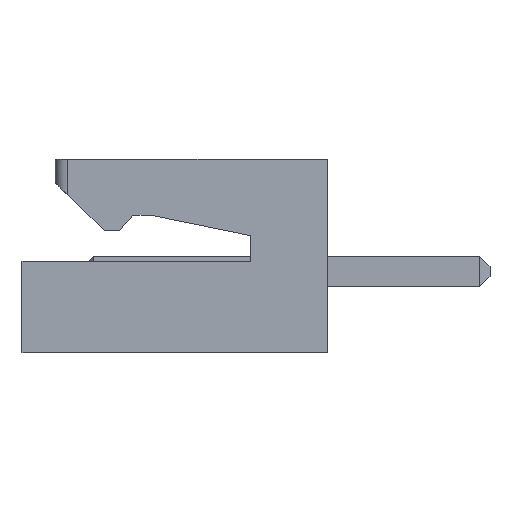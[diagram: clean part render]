
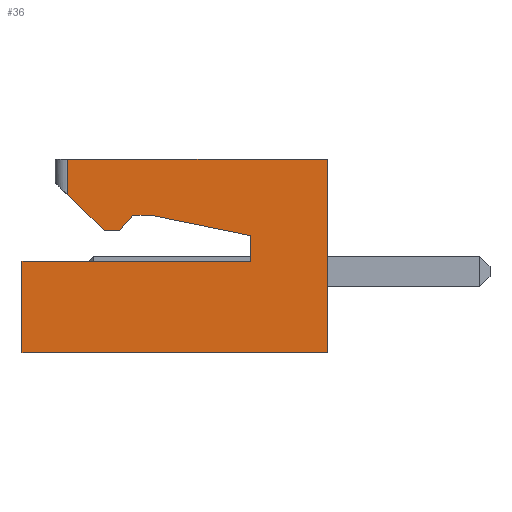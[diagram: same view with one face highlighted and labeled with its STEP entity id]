
A CAD part, left-side view. The second image highlights one B-rep face of the part: STEP entity #36.
In plain terms, the highlighted planar face has unit normal (-1, 0, 0).
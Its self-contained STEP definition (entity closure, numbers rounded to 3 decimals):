
#20 = VECTOR ( 'NONE', #1726, 1000. ) ;
#36 = ADVANCED_FACE ( 'NONE', ( #5885 ), #4936, .F. ) ;
#330 = LINE ( 'NONE', #5764, #979 ) ;
#338 = CARTESIAN_POINT ( 'NONE',  ( -2.5, 1.5, 0.2 ) ) ;
#363 = ORIENTED_EDGE ( 'NONE', *, *, #1517, .F. ) ;
#374 = VERTEX_POINT ( 'NONE', #1902 ) ;
#468 = DIRECTION ( 'NONE',  ( 0., 1., 0. ) ) ;
#473 = VECTOR ( 'NONE', #5546, 1000. ) ;
#497 = ORIENTED_EDGE ( 'NONE', *, *, #2519, .F. ) ;
#561 = CARTESIAN_POINT ( 'NONE',  ( -2.5, 0., -1.6 ) ) ;
#639 = ORIENTED_EDGE ( 'NONE', *, *, #3830, .F. ) ;
#724 = CARTESIAN_POINT ( 'NONE',  ( -2.5, 4.086, 0.8 ) ) ;
#889 = VECTOR ( 'NONE', #6493, 1000. ) ;
#898 = VERTEX_POINT ( 'NONE', #2872 ) ;
#979 = VECTOR ( 'NONE', #6406, 1000. ) ;
#1115 = ORIENTED_EDGE ( 'NONE', *, *, #5288, .F. ) ;
#1196 = VECTOR ( 'NONE', #2995, 1000. ) ;
#1238 = ORIENTED_EDGE ( 'NONE', *, *, #5701, .F. ) ;
#1298 = EDGE_LOOP ( 'NONE', ( #363, #1238, #3606, #2723, #3075, #497, #5777, #1463, #639, #1115, #2211, #4743 ) ) ;
#1300 = EDGE_CURVE ( 'NONE', #3961, #3654, #2336, .T. ) ;
#1336 = VECTOR ( 'NONE', #5551, 1000. ) ;
#1435 = EDGE_CURVE ( 'NONE', #4693, #4196, #330, .T. ) ;
#1453 = VERTEX_POINT ( 'NONE', #4767 ) ;
#1463 = ORIENTED_EDGE ( 'NONE', *, *, #1435, .F. ) ;
#1517 = EDGE_CURVE ( 'NONE', #4670, #6083, #3889, .T. ) ;
#1726 = DIRECTION ( 'NONE',  ( 0., 0., 1. ) ) ;
#1749 = DIRECTION ( 'NONE',  ( 0., -1., 0. ) ) ;
#1803 = DIRECTION ( 'NONE',  ( 0., -1., 0. ) ) ;
#1883 = CARTESIAN_POINT ( 'NONE',  ( -2.5, 4.086, 0.8 ) ) ;
#1902 = CARTESIAN_POINT ( 'NONE',  ( -2.5, 3.821, 1.1 ) ) ;
#1932 = CARTESIAN_POINT ( 'NONE',  ( -2.5, 1.5, 0.7 ) ) ;
#2041 = EDGE_CURVE ( 'NONE', #4695, #6083, #3321, .T. ) ;
#2062 = CARTESIAN_POINT ( 'NONE',  ( -2.5, 4.386, 0.8 ) ) ;
#2171 = LINE ( 'NONE', #4336, #889 ) ;
#2211 = ORIENTED_EDGE ( 'NONE', *, *, #2307, .T. ) ;
#2307 = EDGE_CURVE ( 'NONE', #1453, #4695, #5434, .T. ) ;
#2336 = LINE ( 'NONE', #5055, #6665 ) ;
#2368 = CARTESIAN_POINT ( 'NONE',  ( -2.5, 6., 0.2 ) ) ;
#2466 = LINE ( 'NONE', #2500, #3182 ) ;
#2500 = CARTESIAN_POINT ( 'NONE',  ( -2.5, 6., 0.2 ) ) ;
#2519 = EDGE_CURVE ( 'NONE', #5101, #374, #3731, .T. ) ;
#2723 = ORIENTED_EDGE ( 'NONE', *, *, #1300, .F. ) ;
#2872 = CARTESIAN_POINT ( 'NONE',  ( -2.5, 5.1, 1.5 ) ) ;
#2873 = EDGE_CURVE ( 'NONE', #3654, #898, #2171, .T. ) ;
#2930 = LINE ( 'NONE', #5581, #473 ) ;
#2942 = LINE ( 'NONE', #1883, #6167 ) ;
#2995 = DIRECTION ( 'NONE',  ( 0., 0., 1. ) ) ;
#3075 = ORIENTED_EDGE ( 'NONE', *, *, #6302, .F. ) ;
#3154 = CARTESIAN_POINT ( 'NONE',  ( -2.5, 6., -1.6 ) ) ;
#3182 = VECTOR ( 'NONE', #1803, 1000. ) ;
#3321 = LINE ( 'NONE', #561, #1336 ) ;
#3587 = CARTESIAN_POINT ( 'NONE',  ( -2.5, 3.821, 1.1 ) ) ;
#3606 = ORIENTED_EDGE ( 'NONE', *, *, #2873, .F. ) ;
#3619 = CARTESIAN_POINT ( 'NONE',  ( -2.5, 0., 2.2 ) ) ;
#3654 = VERTEX_POINT ( 'NONE', #2062 ) ;
#3731 = LINE ( 'NONE', #3587, #6087 ) ;
#3830 = EDGE_CURVE ( 'NONE', #5762, #4693, #2466, .T. ) ;
#3851 = CARTESIAN_POINT ( 'NONE',  ( -2.5, 6., 2.2 ) ) ;
#3889 = LINE ( 'NONE', #3851, #4849 ) ;
#3901 = LINE ( 'NONE', #4996, #20 ) ;
#3961 = VERTEX_POINT ( 'NONE', #724 ) ;
#3964 = CARTESIAN_POINT ( 'NONE',  ( -2.5, 5.1, 2.2 ) ) ;
#4147 = CARTESIAN_POINT ( 'NONE',  ( -2.5, 5.1, 2.2 ) ) ;
#4196 = VERTEX_POINT ( 'NONE', #1932 ) ;
#4336 = CARTESIAN_POINT ( 'NONE',  ( -2.5, 5.1, 1.5 ) ) ;
#4337 = DIRECTION ( 'NONE',  ( 0., 0., -1. ) ) ;
#4353 = DIRECTION ( 'NONE',  ( 0., -1., 0. ) ) ;
#4670 = VERTEX_POINT ( 'NONE', #4147 ) ;
#4693 = VERTEX_POINT ( 'NONE', #338 ) ;
#4695 = VERTEX_POINT ( 'NONE', #5209 ) ;
#4743 = ORIENTED_EDGE ( 'NONE', *, *, #2041, .T. ) ;
#4767 = CARTESIAN_POINT ( 'NONE',  ( -2.5, 6., -1.6 ) ) ;
#4833 = EDGE_CURVE ( 'NONE', #4196, #5101, #2930, .T. ) ;
#4849 = VECTOR ( 'NONE', #4353, 1000. ) ;
#4936 = PLANE ( 'NONE',  #5128 ) ;
#4996 = CARTESIAN_POINT ( 'NONE',  ( -2.5, 6., -1.6 ) ) ;
#5055 = CARTESIAN_POINT ( 'NONE',  ( -2.5, 4.386, 0.8 ) ) ;
#5101 = VERTEX_POINT ( 'NONE', #5112 ) ;
#5112 = CARTESIAN_POINT ( 'NONE',  ( -2.5, 3.46, 1.1 ) ) ;
#5128 = AXIS2_PLACEMENT_3D ( 'NONE', #3154, #5310, #4337 ) ;
#5157 = DIRECTION ( 'NONE',  ( 0., 1., 0. ) ) ;
#5209 = CARTESIAN_POINT ( 'NONE',  ( -2.5, 0., -1.6 ) ) ;
#5288 = EDGE_CURVE ( 'NONE', #1453, #5762, #3901, .T. ) ;
#5310 = DIRECTION ( 'NONE',  ( 1., 0., 0. ) ) ;
#5434 = LINE ( 'NONE', #7021, #6663 ) ;
#5546 = DIRECTION ( 'NONE',  ( 0., 0.98, 0.2 ) ) ;
#5551 = DIRECTION ( 'NONE',  ( 0., 0., 1. ) ) ;
#5581 = CARTESIAN_POINT ( 'NONE',  ( -2.5, 1.5, 0.7 ) ) ;
#5701 = EDGE_CURVE ( 'NONE', #898, #4670, #6766, .T. ) ;
#5762 = VERTEX_POINT ( 'NONE', #2368 ) ;
#5764 = CARTESIAN_POINT ( 'NONE',  ( -2.5, 1.5, 0.2 ) ) ;
#5777 = ORIENTED_EDGE ( 'NONE', *, *, #4833, .F. ) ;
#5885 = FACE_OUTER_BOUND ( 'NONE', #1298, .T. ) ;
#6083 = VERTEX_POINT ( 'NONE', #3619 ) ;
#6087 = VECTOR ( 'NONE', #468, 1000. ) ;
#6092 = DIRECTION ( 'NONE',  ( 0., 0.661, -0.75 ) ) ;
#6167 = VECTOR ( 'NONE', #6092, 1000. ) ;
#6302 = EDGE_CURVE ( 'NONE', #374, #3961, #2942, .T. ) ;
#6406 = DIRECTION ( 'NONE',  ( 0., 0., 1. ) ) ;
#6493 = DIRECTION ( 'NONE',  ( 0., 0.714, 0.7 ) ) ;
#6663 = VECTOR ( 'NONE', #1749, 1000. ) ;
#6665 = VECTOR ( 'NONE', #5157, 1000. ) ;
#6766 = LINE ( 'NONE', #3964, #1196 ) ;
#7021 = CARTESIAN_POINT ( 'NONE',  ( -2.5, 6., -1.6 ) ) ;
